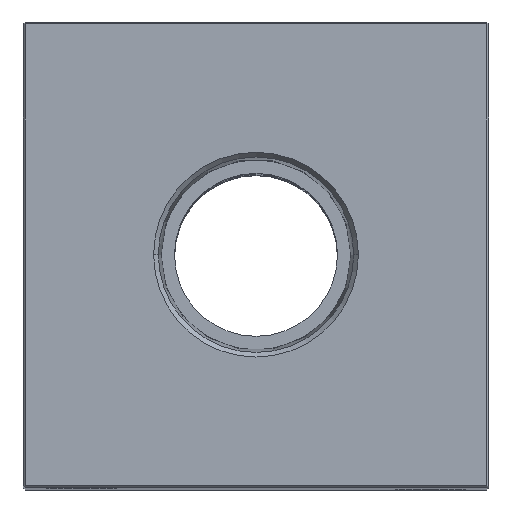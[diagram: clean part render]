
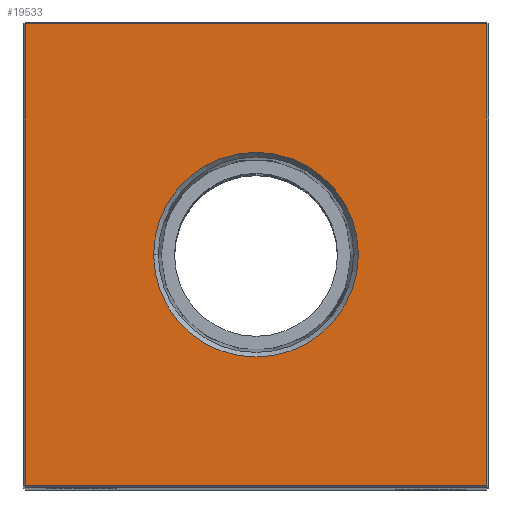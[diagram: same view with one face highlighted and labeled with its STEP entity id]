
A CAD part, top view. The second image highlights one B-rep face of the part: STEP entity #19533.
In plain terms, the highlighted planar face has unit normal (0, 0, 1).
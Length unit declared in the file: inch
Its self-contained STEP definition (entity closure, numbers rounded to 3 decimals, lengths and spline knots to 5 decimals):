
#2 = CARTESIAN_POINT ( 'NONE',  ( 1.24, 0., 8. ) ) ;
#207 = VECTOR ( 'NONE', #301, 39.37008 ) ;
#282 = EDGE_CURVE ( 'NONE', #15812, #10114, #10413, .T. ) ;
#301 = DIRECTION ( 'NONE',  ( -1., 0., 0. ) ) ;
#574 = VECTOR ( 'NONE', #10115, 39.37008 ) ;
#869 = DIRECTION ( 'NONE',  ( 0., 0., 1. ) ) ;
#1122 = ORIENTED_EDGE ( 'NONE', *, *, #282, .F. ) ;
#1171 = CARTESIAN_POINT ( 'NONE',  ( -1.24, 0., 8. ) ) ;
#1486 = FACE_OUTER_BOUND ( 'NONE', #18996, .T. ) ;
#2357 = AXIS2_PLACEMENT_3D ( 'NONE', #17700, #23807, #25797 ) ;
#3349 = FACE_BOUND ( 'NONE', #4911, .T. ) ;
#4428 = VECTOR ( 'NONE', #23491, 39.37008 ) ;
#4911 = EDGE_LOOP ( 'NONE', ( #15369, #1122 ) ) ;
#6170 = CARTESIAN_POINT ( 'NONE',  ( 1.24, 1.24, 8. ) ) ;
#6486 = CARTESIAN_POINT ( 'NONE',  ( -0.5499, 0., 8. ) ) ;
#7447 = AXIS2_PLACEMENT_3D ( 'NONE', #13494, #869, #25442 ) ;
#7689 = VERTEX_POINT ( 'NONE', #12251 ) ;
#8367 = ORIENTED_EDGE ( 'NONE', *, *, #24785, .T. ) ;
#8537 = CARTESIAN_POINT ( 'NONE',  ( 0., 1.24, 8. ) ) ;
#9565 = DIRECTION ( 'NONE',  ( 1., 0., 0. ) ) ;
#9599 = PLANE ( 'NONE',  #2357 ) ;
#10055 = CARTESIAN_POINT ( 'NONE',  ( 0., -1.24, 8. ) ) ;
#10114 = VERTEX_POINT ( 'NONE', #11190 ) ;
#10115 = DIRECTION ( 'NONE',  ( 0., 1., 0. ) ) ;
#10413 = CIRCLE ( 'NONE', #7447, 0.5499 ) ;
#10824 = EDGE_CURVE ( 'NONE', #25286, #15271, #20142, .T. ) ;
#11190 = CARTESIAN_POINT ( 'NONE',  ( 0.5499, 0., 8. ) ) ;
#11324 = CARTESIAN_POINT ( 'NONE',  ( 1.24, -1.24, 8. ) ) ;
#11548 = DIRECTION ( 'NONE',  ( 0., 0., 1. ) ) ;
#12251 = CARTESIAN_POINT ( 'NONE',  ( -1.24, 1.24, 8. ) ) ;
#13455 = AXIS2_PLACEMENT_3D ( 'NONE', #17792, #11548, #9565 ) ;
#13494 = CARTESIAN_POINT ( 'NONE',  ( 0., 0., 8. ) ) ;
#13820 = LINE ( 'NONE', #2, #574 ) ;
#14868 = CARTESIAN_POINT ( 'NONE',  ( -1.24, -1.24, 8. ) ) ;
#15131 = CIRCLE ( 'NONE', #13455, 0.5499 ) ;
#15271 = VERTEX_POINT ( 'NONE', #11324 ) ;
#15369 = ORIENTED_EDGE ( 'NONE', *, *, #15664, .F. ) ;
#15524 = DIRECTION ( 'NONE',  ( 0., -1., 0. ) ) ;
#15664 = EDGE_CURVE ( 'NONE', #10114, #15812, #15131, .T. ) ;
#15812 = VERTEX_POINT ( 'NONE', #6486 ) ;
#16707 = VECTOR ( 'NONE', #15524, 39.37008 ) ;
#17700 = CARTESIAN_POINT ( 'NONE',  ( 0., 0., 8. ) ) ;
#17792 = CARTESIAN_POINT ( 'NONE',  ( 0., 0., 8. ) ) ;
#17801 = EDGE_CURVE ( 'NONE', #20913, #7689, #24871, .T. ) ;
#18614 = ORIENTED_EDGE ( 'NONE', *, *, #10824, .T. ) ;
#18994 = LINE ( 'NONE', #1171, #16707 ) ;
#18996 = EDGE_LOOP ( 'NONE', ( #8367, #18614, #23872, #26034 ) ) ;
#19533 = ADVANCED_FACE ( 'NONE', ( #1486, #3349 ), #9599, .F. ) ;
#20142 = LINE ( 'NONE', #10055, #4428 ) ;
#20913 = VERTEX_POINT ( 'NONE', #6170 ) ;
#23491 = DIRECTION ( 'NONE',  ( 1., 0., 0. ) ) ;
#23741 = EDGE_CURVE ( 'NONE', #15271, #20913, #13820, .T. ) ;
#23807 = DIRECTION ( 'NONE',  ( 0., 0., -1. ) ) ;
#23872 = ORIENTED_EDGE ( 'NONE', *, *, #23741, .T. ) ;
#24785 = EDGE_CURVE ( 'NONE', #7689, #25286, #18994, .T. ) ;
#24871 = LINE ( 'NONE', #8537, #207 ) ;
#25286 = VERTEX_POINT ( 'NONE', #14868 ) ;
#25442 = DIRECTION ( 'NONE',  ( 1., 0., 0. ) ) ;
#25797 = DIRECTION ( 'NONE',  ( -1., 0., 0. ) ) ;
#26034 = ORIENTED_EDGE ( 'NONE', *, *, #17801, .T. ) ;
